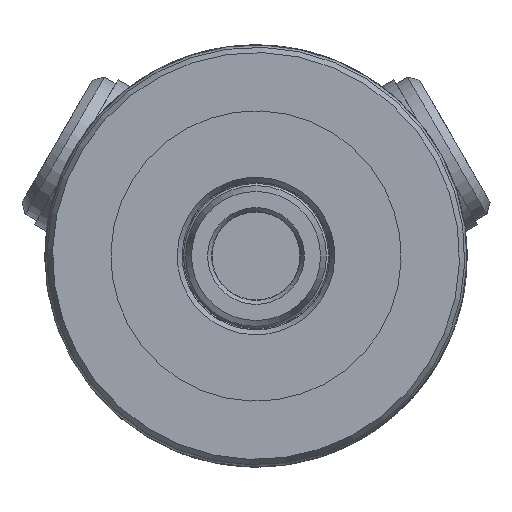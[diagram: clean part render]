
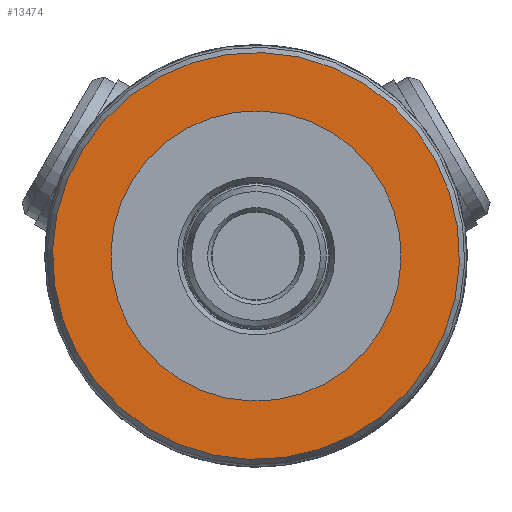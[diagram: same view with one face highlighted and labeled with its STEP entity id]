
A CAD part, left-side view. The second image highlights one B-rep face of the part: STEP entity #13474.
In plain terms, the highlighted planar face has unit normal (-1, 0, 0).
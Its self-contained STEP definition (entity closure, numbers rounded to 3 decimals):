
#461=FACE_BOUND('',#4395,.T.);
#3565=FACE_OUTER_BOUND('',#4394,.T.);
#4394=EDGE_LOOP('',(#11546));
#4395=EDGE_LOOP('',(#11547,#11548));
#5050=CIRCLE('',#14410,23.134);
#5051=CIRCLE('',#14412,16.5);
#5052=CIRCLE('',#14413,16.5);
#6320=VERTEX_POINT('',#91925);
#6321=VERTEX_POINT('',#91929);
#6322=VERTEX_POINT('',#91930);
#8148=EDGE_CURVE('',#6320,#6320,#5050,.T.);
#8149=EDGE_CURVE('',#6321,#6322,#5051,.T.);
#8150=EDGE_CURVE('',#6322,#6321,#5052,.T.);
#11546=ORIENTED_EDGE('',*,*,#8148,.F.);
#11547=ORIENTED_EDGE('',*,*,#8149,.T.);
#11548=ORIENTED_EDGE('',*,*,#8150,.T.);
#12815=PLANE('',#14411);
#13474=ADVANCED_FACE('',(#3565,#461),#12815,.T.);
#14410=AXIS2_PLACEMENT_3D('',#91927,#16853,#16854);
#14411=AXIS2_PLACEMENT_3D('',#91928,#16855,#16856);
#14412=AXIS2_PLACEMENT_3D('',#91931,#16857,#16858);
#14413=AXIS2_PLACEMENT_3D('',#91932,#16859,#16860);
#16853=DIRECTION('center_axis',(1.,0.,0.));
#16854=DIRECTION('ref_axis',(0.,0.788,-0.616));
#16855=DIRECTION('center_axis',(-1.,0.,0.));
#16856=DIRECTION('ref_axis',(0.,-0.616,-0.788));
#16857=DIRECTION('center_axis',(1.,0.,0.));
#16858=DIRECTION('ref_axis',(0.,-0.616,-0.788));
#16859=DIRECTION('center_axis',(1.,0.,0.));
#16860=DIRECTION('ref_axis',(0.,-0.616,-0.788));
#91925=CARTESIAN_POINT('',(19.39,-18.23,14.243));
#91927=CARTESIAN_POINT('Origin',(19.39,0.,0.));
#91928=CARTESIAN_POINT('Origin',(19.39,-9.456,7.388));
#91929=CARTESIAN_POINT('',(19.39,-10.158,-13.002));
#91930=CARTESIAN_POINT('',(19.39,10.158,13.002));
#91931=CARTESIAN_POINT('Origin',(19.39,0.,0.));
#91932=CARTESIAN_POINT('Origin',(19.39,0.,0.));
